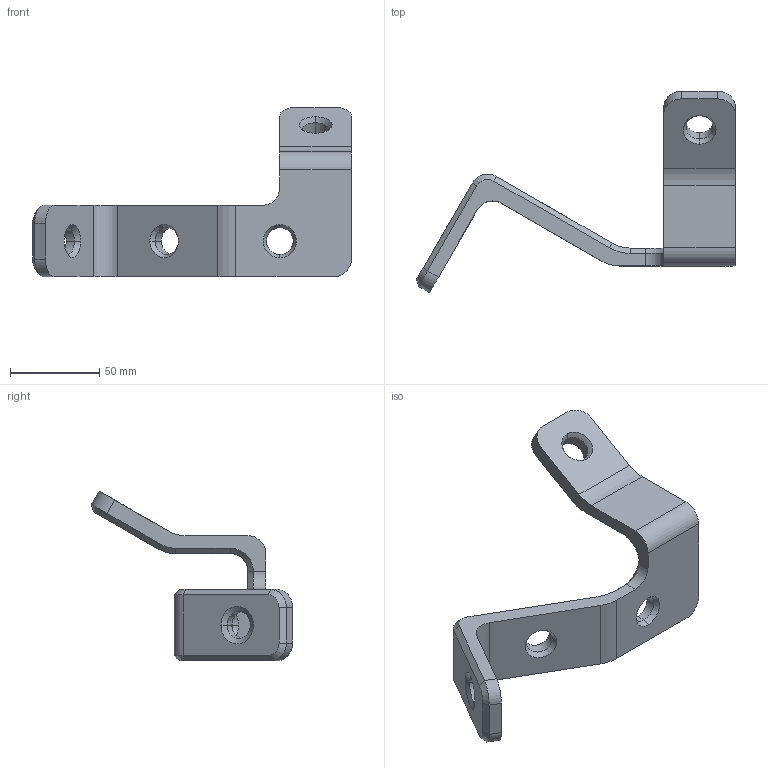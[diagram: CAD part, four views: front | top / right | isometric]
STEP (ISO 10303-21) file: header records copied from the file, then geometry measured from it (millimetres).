
FILE_DESCRIPTION (( 'STEP AP214' ), '1' );
FILE_NAME ('test_Part12.STEP', '2023-12-14T08:57:05', ( '' ), ( '' ), 'SwSTEP 2.0', 'SolidWorks 2022', '' );
FILE_SCHEMA (( 'AUTOMOTIVE_DESIGN' ));
Length unit declared in the file: millimetre
Products named in the file (1): test_Part12
Bounding box: 178.17 x 112.53 x 95 mm (x, y, z)
Volume: 133182.7 mm3; surface area: 33440.2 mm2
Topology: 1 solids, 1 shells, 81 faces, 193 edges, 114 vertices
Faces by surface type: cone 30, plane 29, cylinder 22
Entity records: 2359 total; most frequent: DIRECTION 431, CARTESIAN_POINT 389, ORIENTED_EDGE 386, EDGE_CURVE 193, AXIS2_PLACEMENT_3D 156, LINE 119, VECTOR 119, VERTEX_POINT 114
